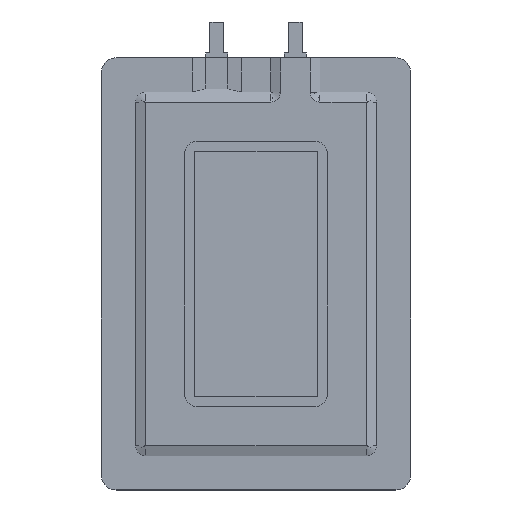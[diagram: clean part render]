
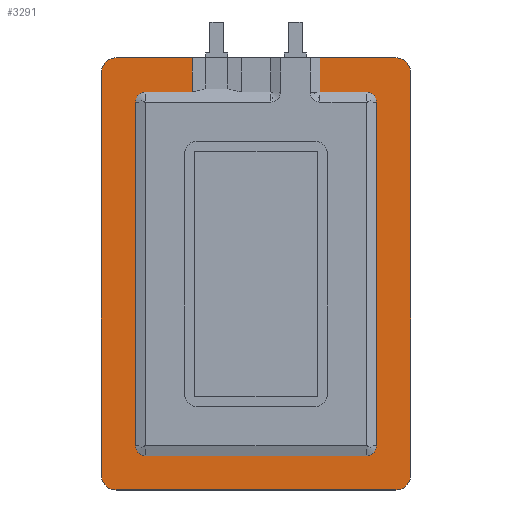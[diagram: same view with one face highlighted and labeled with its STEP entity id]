
A CAD part, top view. The second image highlights one B-rep face of the part: STEP entity #3291.
In plain terms, the highlighted planar face has unit normal (0, 0, 1).
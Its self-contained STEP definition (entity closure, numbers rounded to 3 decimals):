
#137=FACE_OUTER_BOUND('',#312,.T.);
#312=EDGE_LOOP('',(#2396,#2397,#2398,#2399,#2400,#2401,#2402,#2403,#2404,
#2405,#2406,#2407,#2408,#2409,#2410,#2411,#2412,#2413,#2414,#2415));
#459=CIRCLE('',#3525,3.);
#460=CIRCLE('',#3526,3.);
#461=CIRCLE('',#3527,3.);
#462=CIRCLE('',#3528,3.);
#463=CIRCLE('',#3529,2.);
#464=CIRCLE('',#3530,2.);
#465=CIRCLE('',#3531,2.);
#466=CIRCLE('',#3532,2.);
#687=LINE('',#5007,#1083);
#688=LINE('',#5010,#1084);
#689=LINE('',#5014,#1085);
#690=LINE('',#5018,#1086);
#691=LINE('',#5022,#1087);
#692=LINE('',#5026,#1088);
#693=LINE('',#5028,#1089);
#694=LINE('',#5030,#1090);
#695=LINE('',#5034,#1091);
#696=LINE('',#5038,#1092);
#697=LINE('',#5042,#1093);
#698=LINE('',#5045,#1094);
#1083=VECTOR('',#4072,10.);
#1084=VECTOR('',#4075,10.);
#1085=VECTOR('',#4078,10.);
#1086=VECTOR('',#4081,10.);
#1087=VECTOR('',#4084,10.);
#1088=VECTOR('',#4087,10.);
#1089=VECTOR('',#4088,10.);
#1090=VECTOR('',#4089,10.);
#1091=VECTOR('',#4092,10.);
#1092=VECTOR('',#4095,10.);
#1093=VECTOR('',#4098,10.);
#1094=VECTOR('',#4101,10.);
#1444=VERTEX_POINT('',#5003);
#1445=VERTEX_POINT('',#5005);
#1446=VERTEX_POINT('',#5009);
#1447=VERTEX_POINT('',#5011);
#1448=VERTEX_POINT('',#5013);
#1449=VERTEX_POINT('',#5015);
#1450=VERTEX_POINT('',#5017);
#1451=VERTEX_POINT('',#5019);
#1452=VERTEX_POINT('',#5021);
#1453=VERTEX_POINT('',#5023);
#1454=VERTEX_POINT('',#5025);
#1455=VERTEX_POINT('',#5027);
#1456=VERTEX_POINT('',#5029);
#1457=VERTEX_POINT('',#5031);
#1458=VERTEX_POINT('',#5033);
#1459=VERTEX_POINT('',#5035);
#1460=VERTEX_POINT('',#5037);
#1461=VERTEX_POINT('',#5039);
#1462=VERTEX_POINT('',#5041);
#1463=VERTEX_POINT('',#5043);
#1807=EDGE_CURVE('',#1444,#1445,#687,.T.);
#1808=EDGE_CURVE('',#1445,#1446,#688,.T.);
#1809=EDGE_CURVE('',#1447,#1446,#459,.T.);
#1810=EDGE_CURVE('',#1447,#1448,#689,.T.);
#1811=EDGE_CURVE('',#1449,#1448,#460,.T.);
#1812=EDGE_CURVE('',#1449,#1450,#690,.T.);
#1813=EDGE_CURVE('',#1451,#1450,#461,.T.);
#1814=EDGE_CURVE('',#1451,#1452,#691,.T.);
#1815=EDGE_CURVE('',#1453,#1452,#462,.T.);
#1816=EDGE_CURVE('',#1453,#1454,#692,.T.);
#1817=EDGE_CURVE('',#1454,#1455,#693,.T.);
#1818=EDGE_CURVE('',#1455,#1456,#694,.T.);
#1819=EDGE_CURVE('',#1457,#1456,#463,.T.);
#1820=EDGE_CURVE('',#1457,#1458,#695,.T.);
#1821=EDGE_CURVE('',#1459,#1458,#464,.T.);
#1822=EDGE_CURVE('',#1459,#1460,#696,.T.);
#1823=EDGE_CURVE('',#1461,#1460,#465,.T.);
#1824=EDGE_CURVE('',#1461,#1462,#697,.T.);
#1825=EDGE_CURVE('',#1463,#1462,#466,.T.);
#1826=EDGE_CURVE('',#1463,#1444,#698,.T.);
#2396=ORIENTED_EDGE('',*,*,#1807,.T.);
#2397=ORIENTED_EDGE('',*,*,#1808,.T.);
#2398=ORIENTED_EDGE('',*,*,#1809,.F.);
#2399=ORIENTED_EDGE('',*,*,#1810,.T.);
#2400=ORIENTED_EDGE('',*,*,#1811,.F.);
#2401=ORIENTED_EDGE('',*,*,#1812,.T.);
#2402=ORIENTED_EDGE('',*,*,#1813,.F.);
#2403=ORIENTED_EDGE('',*,*,#1814,.T.);
#2404=ORIENTED_EDGE('',*,*,#1815,.F.);
#2405=ORIENTED_EDGE('',*,*,#1816,.T.);
#2406=ORIENTED_EDGE('',*,*,#1817,.T.);
#2407=ORIENTED_EDGE('',*,*,#1818,.T.);
#2408=ORIENTED_EDGE('',*,*,#1819,.F.);
#2409=ORIENTED_EDGE('',*,*,#1820,.T.);
#2410=ORIENTED_EDGE('',*,*,#1821,.F.);
#2411=ORIENTED_EDGE('',*,*,#1822,.T.);
#2412=ORIENTED_EDGE('',*,*,#1823,.F.);
#2413=ORIENTED_EDGE('',*,*,#1824,.T.);
#2414=ORIENTED_EDGE('',*,*,#1825,.F.);
#2415=ORIENTED_EDGE('',*,*,#1826,.T.);
#2978=PLANE('',#3524);
#3291=ADVANCED_FACE('',(#137),#2978,.F.);
#3524=AXIS2_PLACEMENT_3D('',#5008,#4073,#4074);
#3525=AXIS2_PLACEMENT_3D('',#5012,#4076,#4077);
#3526=AXIS2_PLACEMENT_3D('',#5016,#4079,#4080);
#3527=AXIS2_PLACEMENT_3D('',#5020,#4082,#4083);
#3528=AXIS2_PLACEMENT_3D('',#5024,#4085,#4086);
#3529=AXIS2_PLACEMENT_3D('',#5032,#4090,#4091);
#3530=AXIS2_PLACEMENT_3D('',#5036,#4093,#4094);
#3531=AXIS2_PLACEMENT_3D('',#5040,#4096,#4097);
#3532=AXIS2_PLACEMENT_3D('',#5044,#4099,#4100);
#4072=DIRECTION('',(0.,1.,0.));
#4073=DIRECTION('center_axis',(0.,0.,
-1.));
#4074=DIRECTION('ref_axis',(-1.,0.,0.));
#4075=DIRECTION('',(-1.,0.,0.));
#4076=DIRECTION('center_axis',(0.,0.,
-1.));
#4077=DIRECTION('ref_axis',(-0.707,0.707,0.));
#4078=DIRECTION('',(0.,-1.,0.));
#4079=DIRECTION('center_axis',(0.,0.,
-1.));
#4080=DIRECTION('ref_axis',(-0.707,-0.707,0.));
#4081=DIRECTION('',(1.,0.,0.));
#4082=DIRECTION('center_axis',(0.,0.,
-1.));
#4083=DIRECTION('ref_axis',(0.707,-0.707,0.));
#4084=DIRECTION('',(0.,1.,0.));
#4085=DIRECTION('center_axis',(0.,0.,
-1.));
#4086=DIRECTION('ref_axis',(0.707,0.707,0.));
#4087=DIRECTION('',(-1.,0.,0.));
#4088=DIRECTION('',(0.,-1.,0.));
#4089=DIRECTION('',(1.,0.,0.));
#4090=DIRECTION('center_axis',(0.,0.,
1.));
#4091=DIRECTION('ref_axis',(1.,0.,0.));
#4092=DIRECTION('',(0.,-1.,0.));
#4093=DIRECTION('center_axis',(0.,0.,
1.));
#4094=DIRECTION('ref_axis',(0.,-1.,0.));
#4095=DIRECTION('',(-1.,0.,0.));
#4096=DIRECTION('center_axis',(0.,0.,
1.));
#4097=DIRECTION('ref_axis',(-1.,0.,0.));
#4098=DIRECTION('',(0.,1.,0.));
#4099=DIRECTION('center_axis',(0.,0.,
1.));
#4100=DIRECTION('ref_axis',(0.,1.,0.));
#4101=DIRECTION('',(1.,0.,0.));
#5003=CARTESIAN_POINT('',(-4.928,25.517,0.785));
#5005=CARTESIAN_POINT('',(-4.928,32.517,0.785));
#5007=CARTESIAN_POINT('',(-4.928,10.517,0.785));
#5008=CARTESIAN_POINT('Origin',(8.036,-11.483,0.785));
#5009=CARTESIAN_POINT('',(-20.464,32.517,0.785));
#5010=CARTESIAN_POINT('',(-23.464,32.517,0.785));
#5011=CARTESIAN_POINT('',(-23.464,29.517,0.785));
#5012=CARTESIAN_POINT('Origin',(-20.464,29.517,0.785));
#5013=CARTESIAN_POINT('',(-23.464,-52.483,0.785));
#5014=CARTESIAN_POINT('',(-23.464,-55.483,0.785));
#5015=CARTESIAN_POINT('',(-20.464,-55.483,0.785));
#5016=CARTESIAN_POINT('Origin',(-20.464,-52.483,0.785));
#5017=CARTESIAN_POINT('',(36.536,-55.483,0.785));
#5018=CARTESIAN_POINT('',(39.536,-55.483,0.785));
#5019=CARTESIAN_POINT('',(39.536,-52.483,0.785));
#5020=CARTESIAN_POINT('Origin',(36.536,-52.483,0.785));
#5021=CARTESIAN_POINT('',(39.536,29.517,0.785));
#5022=CARTESIAN_POINT('',(39.536,32.517,0.785));
#5023=CARTESIAN_POINT('',(36.536,32.517,0.785));
#5024=CARTESIAN_POINT('Origin',(36.536,29.517,0.785));
#5025=CARTESIAN_POINT('',(21.036,32.517,0.785));
#5026=CARTESIAN_POINT('',(21.036,32.517,0.785));
#5027=CARTESIAN_POINT('',(21.036,25.517,0.785));
#5028=CARTESIAN_POINT('',(21.036,32.517,0.785));
#5029=CARTESIAN_POINT('',(30.536,25.517,0.785));
#5030=CARTESIAN_POINT('',(21.036,25.517,0.785));
#5031=CARTESIAN_POINT('',(32.536,23.517,0.785));
#5032=CARTESIAN_POINT('Origin',(30.536,23.517,0.785));
#5033=CARTESIAN_POINT('',(32.536,-46.483,0.785));
#5034=CARTESIAN_POINT('',(32.536,23.517,0.785));
#5035=CARTESIAN_POINT('',(30.536,-48.483,0.785));
#5036=CARTESIAN_POINT('Origin',(30.536,-46.483,0.785));
#5037=CARTESIAN_POINT('',(-14.464,-48.483,0.785));
#5038=CARTESIAN_POINT('',(30.536,-48.483,0.785));
#5039=CARTESIAN_POINT('',(-16.464,-46.483,0.785));
#5040=CARTESIAN_POINT('Origin',(-14.464,-46.483,0.785));
#5041=CARTESIAN_POINT('',(-16.464,23.517,0.785));
#5042=CARTESIAN_POINT('',(-16.464,-46.483,0.785));
#5043=CARTESIAN_POINT('',(-14.464,25.517,0.785));
#5044=CARTESIAN_POINT('Origin',(-14.464,23.517,0.785));
#5045=CARTESIAN_POINT('',(-14.464,25.517,0.785));
